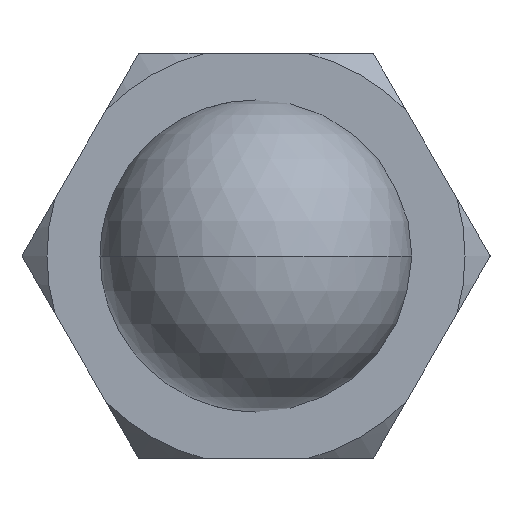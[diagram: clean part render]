
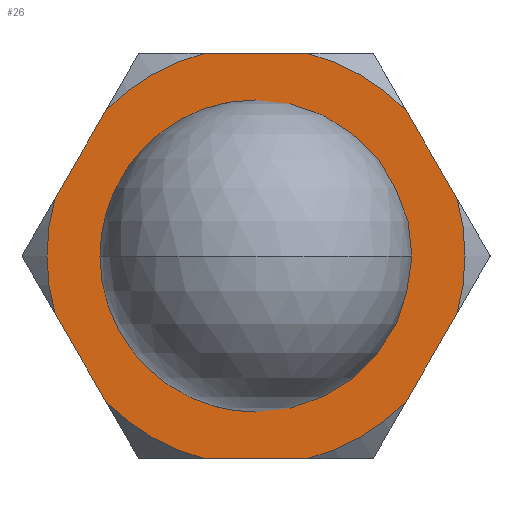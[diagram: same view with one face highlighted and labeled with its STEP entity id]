
A CAD part, left-side view. The second image highlights one B-rep face of the part: STEP entity #26.
In plain terms, the highlighted planar face has unit normal (-1, 0, 0).
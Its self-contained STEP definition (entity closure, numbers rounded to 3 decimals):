
#3 = DIRECTION ( 'NONE',  ( 0., 0., -1. ) ) ;
#8 = EDGE_CURVE ( 'NONE', #735, #1131, #530, .T. ) ;
#24 = DIRECTION ( 'NONE',  ( 0., 0., 1. ) ) ;
#25 = EDGE_CURVE ( 'NONE', #1028, #1203, #510, .T. ) ;
#26 = ADVANCED_FACE ( 'NONE', ( #526, #507 ), #1298, .F. ) ;
#28 = DIRECTION ( 'NONE',  ( -1., 0., 0. ) ) ;
#31 = CARTESIAN_POINT ( 'NONE',  ( -5., 0., 0. ) ) ;
#45 = ORIENTED_EDGE ( 'NONE', *, *, #1431, .T. ) ;
#48 = EDGE_CURVE ( 'NONE', #677, #1171, #473, .T. ) ;
#63 = DIRECTION ( 'NONE',  ( 0., 0., 1. ) ) ;
#64 = DIRECTION ( 'NONE',  ( -1., 0., 0. ) ) ;
#65 = CARTESIAN_POINT ( 'NONE',  ( -5., 0., 0. ) ) ;
#76 = CIRCLE ( 'NONE', #78, 4.5 ) ;
#78 = AXIS2_PLACEMENT_3D ( 'NONE', #1165, #1099, #863 ) ;
#81 = CIRCLE ( 'NONE', #84, 6.7 ) ;
#84 = AXIS2_PLACEMENT_3D ( 'NONE', #1356, #1347, #1325 ) ;
#87 = CIRCLE ( 'NONE', #89, 6.7 ) ;
#89 = AXIS2_PLACEMENT_3D ( 'NONE', #31, #28, #24 ) ;
#92 = CIRCLE ( 'NONE', #97, 6.7 ) ;
#94 = CIRCLE ( 'NONE', #106, 6.7 ) ;
#95 = CIRCLE ( 'NONE', #122, 6.7 ) ;
#97 = AXIS2_PLACEMENT_3D ( 'NONE', #65, #64, #63 ) ;
#106 = AXIS2_PLACEMENT_3D ( 'NONE', #115, #111, #110 ) ;
#110 = DIRECTION ( 'NONE',  ( 0., 0., 1. ) ) ;
#111 = DIRECTION ( 'NONE',  ( -1., 0., 0. ) ) ;
#115 = CARTESIAN_POINT ( 'NONE',  ( -5., 0., 0. ) ) ;
#122 = AXIS2_PLACEMENT_3D ( 'NONE', #168, #166, #161 ) ;
#130 = CIRCLE ( 'NONE', #133, 6.7 ) ;
#133 = AXIS2_PLACEMENT_3D ( 'NONE', #234, #232, #230 ) ;
#140 = CARTESIAN_POINT ( 'NONE',  ( -5., 0., 4.5 ) ) ;
#161 = DIRECTION ( 'NONE',  ( 0., 0., 1. ) ) ;
#166 = DIRECTION ( 'NONE',  ( -1., 0., 0. ) ) ;
#168 = CARTESIAN_POINT ( 'NONE',  ( -5., 0., 0. ) ) ;
#230 = DIRECTION ( 'NONE',  ( 0., 0., 1. ) ) ;
#232 = DIRECTION ( 'NONE',  ( -1., 0., 0. ) ) ;
#234 = CARTESIAN_POINT ( 'NONE',  ( -5., 0., 0. ) ) ;
#243 = EDGE_CURVE ( 'NONE', #329, #1432, #457, .T. ) ;
#265 = CARTESIAN_POINT ( 'NONE',  ( -5., 1.625, 6.5 ) ) ;
#329 = VERTEX_POINT ( 'NONE', #265 ) ;
#348 = CARTESIAN_POINT ( 'NONE',  ( -5., 6.442, 1.843 ) ) ;
#351 = VERTEX_POINT ( 'NONE', #1054 ) ;
#403 = CIRCLE ( 'NONE', #771, 4.5 ) ;
#413 = LINE ( 'NONE', #1258, #647 ) ;
#419 = DIRECTION ( 'NONE',  ( 0., -0.5, -0.866 ) ) ;
#422 = EDGE_CURVE ( 'NONE', #1286, #662, #424, .T. ) ;
#424 = LINE ( 'NONE', #885, #432 ) ;
#431 = EDGE_CURVE ( 'NONE', #351, #706, #413, .T. ) ;
#432 = VECTOR ( 'NONE', #1241, 1000. ) ;
#453 = VECTOR ( 'NONE', #512, 1000. ) ;
#457 = LINE ( 'NONE', #1018, #453 ) ;
#473 = LINE ( 'NONE', #880, #474 ) ;
#474 = VECTOR ( 'NONE', #851, 1000. ) ;
#507 = FACE_OUTER_BOUND ( 'NONE', #690, .T. ) ;
#510 = LINE ( 'NONE', #1260, #519 ) ;
#512 = DIRECTION ( 'NONE',  ( 0., -1., 0. ) ) ;
#519 = VECTOR ( 'NONE', #1272, 1000. ) ;
#526 = FACE_BOUND ( 'NONE', #679, .T. ) ;
#528 = VECTOR ( 'NONE', #419, 1000. ) ;
#530 = LINE ( 'NONE', #953, #528 ) ;
#552 = VERTEX_POINT ( 'NONE', #739 ) ;
#560 = CARTESIAN_POINT ( 'NONE',  ( -5., 6.442, -1.843 ) ) ;
#647 = VECTOR ( 'NONE', #1231, 1000. ) ;
#662 = VERTEX_POINT ( 'NONE', #1077 ) ;
#669 = CARTESIAN_POINT ( 'NONE',  ( -5., -4.817, -4.657 ) ) ;
#677 = VERTEX_POINT ( 'NONE', #1409 ) ;
#679 = EDGE_LOOP ( 'NONE', ( #45, #825 ) ) ;
#690 = EDGE_LOOP ( 'NONE', ( #1180, #1181, #1185, #1188, #1193, #1195, #1196, #1198, #1199, #1200, #1201, #1208 ) ) ;
#706 = VERTEX_POINT ( 'NONE', #1389 ) ;
#735 = VERTEX_POINT ( 'NONE', #1081 ) ;
#739 = CARTESIAN_POINT ( 'NONE',  ( -5., 0., -4.5 ) ) ;
#771 = AXIS2_PLACEMENT_3D ( 'NONE', #1425, #1430, #3 ) ;
#825 = ORIENTED_EDGE ( 'NONE', *, *, #911, .T. ) ;
#839 = CARTESIAN_POINT ( 'NONE',  ( -5., -6.442, 1.843 ) ) ;
#851 = DIRECTION ( 'NONE',  ( 0., 0.5, -0.866 ) ) ;
#861 = AXIS2_PLACEMENT_3D ( 'NONE', #1213, #994, #1127 ) ;
#863 = DIRECTION ( 'NONE',  ( 0., 0., -1. ) ) ;
#880 = CARTESIAN_POINT ( 'NONE',  ( -5., -3.954, -6.151 ) ) ;
#885 = CARTESIAN_POINT ( 'NONE',  ( -5., 7.304, 0.349 ) ) ;
#911 = EDGE_CURVE ( 'NONE', #1379, #552, #403, .T. ) ;
#953 = CARTESIAN_POINT ( 'NONE',  ( -5., -3.954, 6.151 ) ) ;
#994 = DIRECTION ( 'NONE',  ( 1., 0., 0. ) ) ;
#1010 = CARTESIAN_POINT ( 'NONE',  ( -5., 4.817, -4.657 ) ) ;
#1018 = CARTESIAN_POINT ( 'NONE',  ( -5., 6.7, 6.5 ) ) ;
#1028 = VERTEX_POINT ( 'NONE', #1010 ) ;
#1054 = CARTESIAN_POINT ( 'NONE',  ( -5., -1.625, -6.5 ) ) ;
#1077 = CARTESIAN_POINT ( 'NONE',  ( -5., 4.817, 4.657 ) ) ;
#1081 = CARTESIAN_POINT ( 'NONE',  ( -5., -4.817, 4.657 ) ) ;
#1099 = DIRECTION ( 'NONE',  ( 1., 0., 0. ) ) ;
#1127 = DIRECTION ( 'NONE',  ( 0., 0., -1. ) ) ;
#1131 = VERTEX_POINT ( 'NONE', #839 ) ;
#1165 = CARTESIAN_POINT ( 'NONE',  ( -5., 0., 0. ) ) ;
#1171 = VERTEX_POINT ( 'NONE', #669 ) ;
#1180 = ORIENTED_EDGE ( 'NONE', *, *, #422, .F. ) ;
#1181 = ORIENTED_EDGE ( 'NONE', *, *, #1334, .T. ) ;
#1185 = ORIENTED_EDGE ( 'NONE', *, *, #25, .F. ) ;
#1188 = ORIENTED_EDGE ( 'NONE', *, *, #1423, .T. ) ;
#1193 = ORIENTED_EDGE ( 'NONE', *, *, #431, .F. ) ;
#1195 = ORIENTED_EDGE ( 'NONE', *, *, #1414, .T. ) ;
#1196 = ORIENTED_EDGE ( 'NONE', *, *, #48, .F. ) ;
#1198 = ORIENTED_EDGE ( 'NONE', *, *, #1399, .T. ) ;
#1199 = ORIENTED_EDGE ( 'NONE', *, *, #8, .F. ) ;
#1200 = ORIENTED_EDGE ( 'NONE', *, *, #1372, .T. ) ;
#1201 = ORIENTED_EDGE ( 'NONE', *, *, #243, .F. ) ;
#1203 = VERTEX_POINT ( 'NONE', #560 ) ;
#1208 = ORIENTED_EDGE ( 'NONE', *, *, #1344, .T. ) ;
#1213 = CARTESIAN_POINT ( 'NONE',  ( -5., 6.7, 0. ) ) ;
#1231 = DIRECTION ( 'NONE',  ( 0., 1., 0. ) ) ;
#1241 = DIRECTION ( 'NONE',  ( 0., -0.5, 0.866 ) ) ;
#1258 = CARTESIAN_POINT ( 'NONE',  ( -5., 6.7, -6.5 ) ) ;
#1260 = CARTESIAN_POINT ( 'NONE',  ( -5., 7.304, -0.349 ) ) ;
#1262 = CARTESIAN_POINT ( 'NONE',  ( -5., -1.625, 6.5 ) ) ;
#1272 = DIRECTION ( 'NONE',  ( 0., 0.5, 0.866 ) ) ;
#1286 = VERTEX_POINT ( 'NONE', #348 ) ;
#1298 = PLANE ( 'NONE',  #861 ) ;
#1325 = DIRECTION ( 'NONE',  ( 0., 0., 1. ) ) ;
#1334 = EDGE_CURVE ( 'NONE', #1286, #1203, #130, .T. ) ;
#1344 = EDGE_CURVE ( 'NONE', #329, #662, #95, .T. ) ;
#1347 = DIRECTION ( 'NONE',  ( -1., 0., 0. ) ) ;
#1356 = CARTESIAN_POINT ( 'NONE',  ( -5., 0., 0. ) ) ;
#1372 = EDGE_CURVE ( 'NONE', #735, #1432, #94, .T. ) ;
#1379 = VERTEX_POINT ( 'NONE', #140 ) ;
#1389 = CARTESIAN_POINT ( 'NONE',  ( -5., 1.625, -6.5 ) ) ;
#1399 = EDGE_CURVE ( 'NONE', #677, #1131, #92, .T. ) ;
#1409 = CARTESIAN_POINT ( 'NONE',  ( -5., -6.442, -1.843 ) ) ;
#1414 = EDGE_CURVE ( 'NONE', #351, #1171, #87, .T. ) ;
#1423 = EDGE_CURVE ( 'NONE', #1028, #706, #81, .T. ) ;
#1425 = CARTESIAN_POINT ( 'NONE',  ( -5., 0., 0. ) ) ;
#1430 = DIRECTION ( 'NONE',  ( 1., 0., 0. ) ) ;
#1431 = EDGE_CURVE ( 'NONE', #552, #1379, #76, .T. ) ;
#1432 = VERTEX_POINT ( 'NONE', #1262 ) ;
